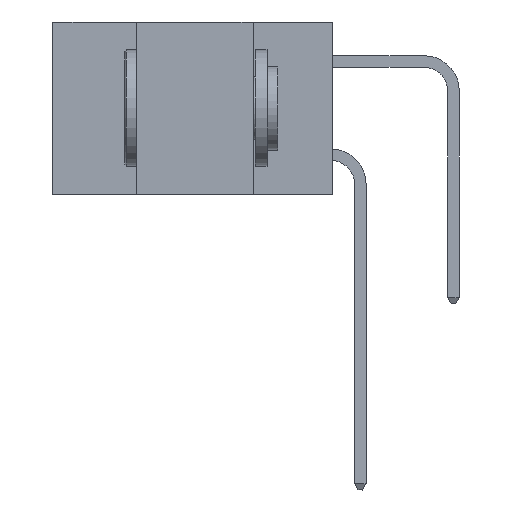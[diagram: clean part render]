
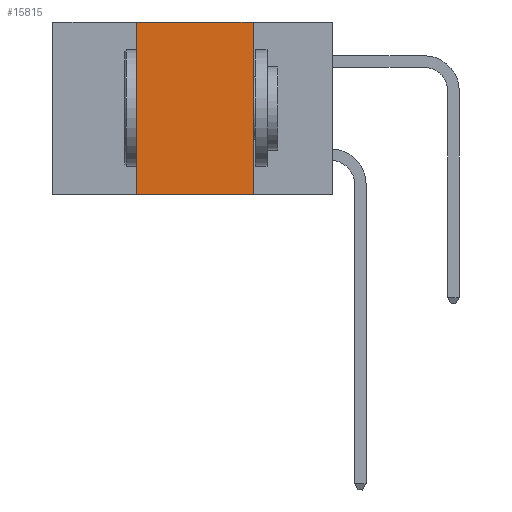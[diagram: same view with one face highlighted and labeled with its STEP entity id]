
A CAD part, left-side view. The second image highlights one B-rep face of the part: STEP entity #15815.
In plain terms, the highlighted planar face has unit normal (-1, 0, 0).
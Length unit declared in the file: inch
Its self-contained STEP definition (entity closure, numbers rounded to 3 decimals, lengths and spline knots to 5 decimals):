
#564 = VECTOR ( 'NONE', #12898, 39.37008 ) ;
#997 = CARTESIAN_POINT ( 'NONE',  ( 0., 0.6, -0.37 ) ) ;
#1259 = ORIENTED_EDGE ( 'NONE', *, *, #6557, .T. ) ;
#1516 = ORIENTED_EDGE ( 'NONE', *, *, #13485, .F. ) ;
#1618 = CARTESIAN_POINT ( 'NONE',  ( 0., 0.6, 0. ) ) ;
#1701 = VERTEX_POINT ( 'NONE', #6153 ) ;
#3027 = VERTEX_POINT ( 'NONE', #5772 ) ;
#3291 = LINE ( 'NONE', #10817, #9929 ) ;
#5082 = LINE ( 'NONE', #15501, #564 ) ;
#5410 = PLANE ( 'NONE',  #16144 ) ;
#5772 = CARTESIAN_POINT ( 'NONE',  ( 0., 0.17, 0. ) ) ;
#6013 = ORIENTED_EDGE ( 'NONE', *, *, #11205, .F. ) ;
#6023 = CARTESIAN_POINT ( 'NONE',  ( 0., 0.17, -0.37 ) ) ;
#6059 = LINE ( 'NONE', #997, #11236 ) ;
#6153 = CARTESIAN_POINT ( 'NONE',  ( 0., 0.42, 0. ) ) ;
#6319 = DIRECTION ( 'NONE',  ( 0., -1., 0. ) ) ;
#6557 = EDGE_CURVE ( 'NONE', #9914, #12175, #6059, .T. ) ;
#7974 = DIRECTION ( 'NONE',  ( 1., 0., 0. ) ) ;
#8110 = DIRECTION ( 'NONE',  ( 0., 0., 1. ) ) ;
#8847 = EDGE_LOOP ( 'NONE', ( #6013, #13194, #1516, #1259 ) ) ;
#8849 = DIRECTION ( 'NONE',  ( 0., 0., -1. ) ) ;
#9914 = VERTEX_POINT ( 'NONE', #11233 ) ;
#9929 = VECTOR ( 'NONE', #8110, 39.37008 ) ;
#10228 = VECTOR ( 'NONE', #8849, 39.37008 ) ;
#10367 = FACE_OUTER_BOUND ( 'NONE', #8847, .T. ) ;
#10817 = CARTESIAN_POINT ( 'NONE',  ( 0., 0.42, 0. ) ) ;
#11205 = EDGE_CURVE ( 'NONE', #3027, #12175, #16617, .T. ) ;
#11233 = CARTESIAN_POINT ( 'NONE',  ( 0., 0.42, -0.37 ) ) ;
#11236 = VECTOR ( 'NONE', #6319, 39.37008 ) ;
#12175 = VERTEX_POINT ( 'NONE', #6023 ) ;
#12898 = DIRECTION ( 'NONE',  ( 0., -1., 0. ) ) ;
#13194 = ORIENTED_EDGE ( 'NONE', *, *, #15206, .F. ) ;
#13485 = EDGE_CURVE ( 'NONE', #9914, #1701, #3291, .T. ) ;
#14640 = DIRECTION ( 'NONE',  ( 0., 0., -1. ) ) ;
#15206 = EDGE_CURVE ( 'NONE', #1701, #3027, #5082, .T. ) ;
#15234 = CARTESIAN_POINT ( 'NONE',  ( 0., 0.17, 0. ) ) ;
#15501 = CARTESIAN_POINT ( 'NONE',  ( 0., 0.6, 0. ) ) ;
#15815 = ADVANCED_FACE ( 'NONE', ( #10367 ), #5410, .F. ) ;
#16144 = AXIS2_PLACEMENT_3D ( 'NONE', #1618, #7974, #14640 ) ;
#16617 = LINE ( 'NONE', #15234, #10228 ) ;
